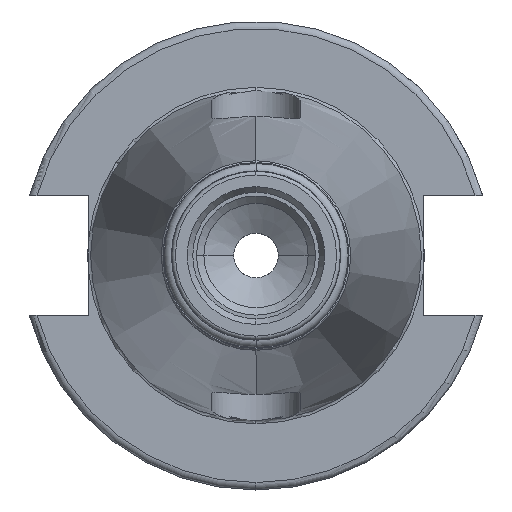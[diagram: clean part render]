
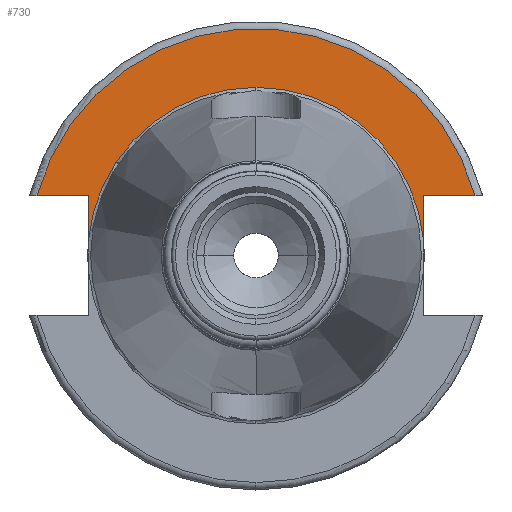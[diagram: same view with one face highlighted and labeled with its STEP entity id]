
A CAD part, left-side view. The second image highlights one B-rep face of the part: STEP entity #730.
In plain terms, the highlighted planar face has unit normal (-1, 0, 0).
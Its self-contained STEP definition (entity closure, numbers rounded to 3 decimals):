
#426 = EDGE_CURVE ( 'NONE', #427, #432, #2250, .T. ) ;
#427 = VERTEX_POINT ( 'NONE', #2245 ) ;
#432 = VERTEX_POINT ( 'NONE', #2242 ) ;
#526 = EDGE_CURVE ( 'NONE', #527, #427, #2444, .T. ) ;
#527 = VERTEX_POINT ( 'NONE', #2445 ) ;
#717 = EDGE_CURVE ( 'NONE', #787, #781, #2873, .T. ) ;
#730 = ADVANCED_FACE ( 'NONE', ( #2903 ), #2916, .T. ) ;
#731 = ORIENTED_EDGE ( 'NONE', *, *, #733, .F. ) ;
#732 = EDGE_CURVE ( 'NONE', #527, #795, #2924, .T. ) ;
#733 = EDGE_CURVE ( 'NONE', #781, #779, #2915, .T. ) ;
#734 = ORIENTED_EDGE ( 'NONE', *, *, #717, .F. ) ;
#779 = VERTEX_POINT ( 'NONE', #3128 ) ;
#781 = VERTEX_POINT ( 'NONE', #2964 ) ;
#787 = VERTEX_POINT ( 'NONE', #3018 ) ;
#793 = ORIENTED_EDGE ( 'NONE', *, *, #794, .F. ) ;
#794 = EDGE_CURVE ( 'NONE', #795, #787, #2974, .T. ) ;
#795 = VERTEX_POINT ( 'NONE', #2970 ) ;
#796 = ORIENTED_EDGE ( 'NONE', *, *, #426, .T. ) ;
#846 = EDGE_LOOP ( 'NONE', ( #907, #731, #734, #793, #901, #908, #796 ) ) ;
#880 = EDGE_CURVE ( 'NONE', #779, #432, #3289, .T. ) ;
#901 = ORIENTED_EDGE ( 'NONE', *, *, #732, .F. ) ;
#907 = ORIENTED_EDGE ( 'NONE', *, *, #880, .F. ) ;
#908 = ORIENTED_EDGE ( 'NONE', *, *, #526, .T. ) ;
#2242 = CARTESIAN_POINT ( 'NONE',  ( 1.6, -22.5, 2.124 ) ) ;
#2245 = CARTESIAN_POINT ( 'NONE',  ( 1.6, 0., 22.6 ) ) ;
#2246 = DIRECTION ( 'NONE',  ( 0., 0., -1. ) ) ;
#2247 = DIRECTION ( 'NONE',  ( 1., 0., 0. ) ) ;
#2248 = CARTESIAN_POINT ( 'NONE',  ( 1.6, 0., 0. ) ) ;
#2249 = AXIS2_PLACEMENT_3D ( 'NONE', #2248, #2247, #2246 ) ;
#2250 = CIRCLE ( 'NONE', #2249, 22.6 ) ;
#2444 = CIRCLE ( 'NONE', #2499, 22.6 ) ;
#2445 = CARTESIAN_POINT ( 'NONE',  ( 1.6, 22.5, 2.124 ) ) ;
#2469 = DIRECTION ( 'NONE',  ( 0., 0., -1. ) ) ;
#2470 = DIRECTION ( 'NONE',  ( 1., 0., 0. ) ) ;
#2491 = CARTESIAN_POINT ( 'NONE',  ( 1.6, 0., 0. ) ) ;
#2499 = AXIS2_PLACEMENT_3D ( 'NONE', #2491, #2470, #2469 ) ;
#2873 = CIRCLE ( 'NONE', #2882, 30.5 ) ;
#2882 = AXIS2_PLACEMENT_3D ( 'NONE', #2895, #2884, #2894 ) ;
#2884 = DIRECTION ( 'NONE',  ( 1., 0., 0. ) ) ;
#2894 = DIRECTION ( 'NONE',  ( 0., 0., -1. ) ) ;
#2895 = CARTESIAN_POINT ( 'NONE',  ( 1.6, 0., 0. ) ) ;
#2903 = FACE_OUTER_BOUND ( 'NONE', #846, .T. ) ;
#2912 = DIRECTION ( 'NONE',  ( 0., 1., 0. ) ) ;
#2913 = VECTOR ( 'NONE', #2912, 1000. ) ;
#2914 = CARTESIAN_POINT ( 'NONE',  ( 1.6, -22.5, 8.05 ) ) ;
#2915 = LINE ( 'NONE', #2914, #2913 ) ;
#2916 = PLANE ( 'NONE',  #2933 ) ;
#2918 = DIRECTION ( 'NONE',  ( 0., 0., 1. ) ) ;
#2919 = DIRECTION ( 'NONE',  ( -1., 0., 0. ) ) ;
#2920 = CARTESIAN_POINT ( 'NONE',  ( 1.6, 0., -30.5 ) ) ;
#2921 = DIRECTION ( 'NONE',  ( 0., 0., 1. ) ) ;
#2922 = VECTOR ( 'NONE', #2921, 1000. ) ;
#2923 = CARTESIAN_POINT ( 'NONE',  ( 1.6, 22.5, -30.5 ) ) ;
#2924 = LINE ( 'NONE', #2923, #2922 ) ;
#2933 = AXIS2_PLACEMENT_3D ( 'NONE', #2920, #2919, #2918 ) ;
#2964 = CARTESIAN_POINT ( 'NONE',  ( 1.6, -29.418, 8.05 ) ) ;
#2970 = CARTESIAN_POINT ( 'NONE',  ( 1.6, 22.5, 8.05 ) ) ;
#2971 = DIRECTION ( 'NONE',  ( 0., 1., 0. ) ) ;
#2972 = VECTOR ( 'NONE', #2971, 1000. ) ;
#2973 = CARTESIAN_POINT ( 'NONE',  ( 1.6, 22.5, 8.05 ) ) ;
#2974 = LINE ( 'NONE', #2973, #2972 ) ;
#3018 = CARTESIAN_POINT ( 'NONE',  ( 1.6, 29.418, 8.05 ) ) ;
#3128 = CARTESIAN_POINT ( 'NONE',  ( 1.6, -22.5, 8.05 ) ) ;
#3286 = DIRECTION ( 'NONE',  ( 0., 0., -1. ) ) ;
#3287 = VECTOR ( 'NONE', #3286, 1000. ) ;
#3288 = CARTESIAN_POINT ( 'NONE',  ( 1.6, -22.5, 8.05 ) ) ;
#3289 = LINE ( 'NONE', #3288, #3287 ) ;
